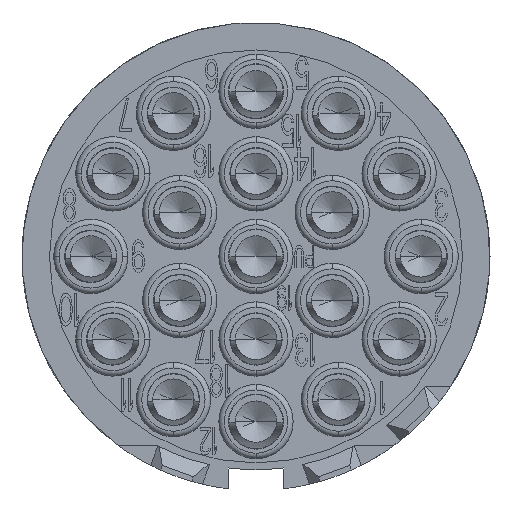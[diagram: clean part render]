
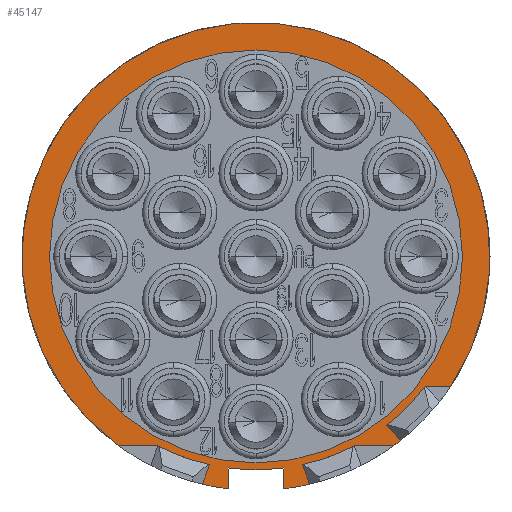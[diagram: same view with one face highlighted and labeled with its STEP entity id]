
A CAD part, front view. The second image highlights one B-rep face of the part: STEP entity #45147.
In plain terms, the highlighted planar face has unit normal (0, -1, 0).
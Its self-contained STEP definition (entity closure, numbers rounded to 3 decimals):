
#378=CARTESIAN_POINT('',(0.,-6.9,0.));
#379=DIRECTION('',(0.,-1.,0.));
#380=DIRECTION('',(-0.46,0.,-0.888));
#381=AXIS2_PLACEMENT_3D('',#378,#379,#380);
#387=CARTESIAN_POINT('',(0.,-6.9,0.));
#388=DIRECTION('',(0.,-1.,0.));
#389=DIRECTION('',(-0.129,0.,-0.992));
#390=AXIS2_PLACEMENT_3D('',#387,#388,#389);
#392=CARTESIAN_POINT('',(0.,-6.9,0.));
#393=DIRECTION('',(0.,-1.,0.));
#394=DIRECTION('',(0.218,0.,-0.976));
#395=AXIS2_PLACEMENT_3D('',#392,#393,#394);
#469=DIRECTION('',(-1.,0.,0.));
#470=VECTOR('',#469,0.923);
#471=CARTESIAN_POINT('',(7.064,-6.9,-4.727));
#472=LINE('',#471,#470);
#473=CARTESIAN_POINT('',(0.,-6.9,0.));
#474=DIRECTION('',(0.,-1.,0.));
#475=DIRECTION('',(0.61,0.,-0.792));
#476=AXIS2_PLACEMENT_3D('',#473,#474,#475);
#478=DIRECTION('',(-0.707,0.,0.707));
#479=VECTOR('',#478,0.756);
#480=CARTESIAN_POINT('',(5.262,-6.9,-6.676));
#481=LINE('',#480,#479);
#482=DIRECTION('',(1.,0.,0.));
#483=VECTOR('',#482,1.424);
#484=CARTESIAN_POINT('',(3.568,-6.9,-6.88));
#485=LINE('',#484,#483);
#486=DIRECTION('',(0.,0.,-1.));
#487=VECTOR('',#486,0.756);
#488=CARTESIAN_POINT('',(1.,-6.9,-7.685));
#489=LINE('',#488,#487);
#490=DIRECTION('',(-1.,0.,0.));
#491=VECTOR('',#490,1.424);
#492=CARTESIAN_POINT('',(-3.568,-6.9,-6.88));
#493=LINE('',#492,#491);
#494=CARTESIAN_POINT('',(0.,-6.9,0.));
#495=DIRECTION('',(0.,-1.,0.));
#496=DIRECTION('',(1.,0.,0.));
#497=AXIS2_PLACEMENT_3D('',#494,#495,#496);
#499=CARTESIAN_POINT('',(0.,-6.9,0.));
#500=DIRECTION('',(0.,-1.,0.));
#501=DIRECTION('',(-1.,0.,0.));
#502=AXIS2_PLACEMENT_3D('',#499,#500,#501);
#526=CARTESIAN_POINT('',(0.,-6.9,0.));
#527=DIRECTION('',(0.,-1.,0.));
#528=DIRECTION('',(0.587,0.,-0.809));
#529=AXIS2_PLACEMENT_3D('',#526,#527,#528);
#539=DIRECTION('',(-0.342,0.,0.94));
#540=VECTOR('',#539,0.756);
#541=CARTESIAN_POINT('',(1.947,-6.9,-8.274));
#542=LINE('',#541,#540);
#561=CARTESIAN_POINT('',(0.,-6.9,0.));
#562=DIRECTION('',(0.,-1.,0.));
#563=DIRECTION('',(0.118,0.,-0.993));
#564=AXIS2_PLACEMENT_3D('',#561,#562,#563);
#578=DIRECTION('',(0.,0.,1.));
#579=VECTOR('',#578,0.756);
#580=CARTESIAN_POINT('',(-1.,-6.9,-8.441));
#581=LINE('',#580,#579);
#604=DIRECTION('',(-0.342,0.,-0.94));
#605=VECTOR('',#604,0.756);
#606=CARTESIAN_POINT('',(-1.689,-6.9,-7.564));
#607=LINE('',#606,#605);
#612=CARTESIAN_POINT('',(0.,-6.9,0.));
#613=DIRECTION('',(0.,-1.,0.));
#614=DIRECTION('',(-0.229,0.,-0.973));
#615=AXIS2_PLACEMENT_3D('',#612,#613,#614);
#625=CARTESIAN_POINT('',(0.,-6.9,0.));
#626=DIRECTION('',(0.,-1.,0.));
#627=DIRECTION('',(0.831,0.,-0.556));
#628=AXIS2_PLACEMENT_3D('',#625,#626,#627);
#38664=CARTESIAN_POINT('',(1.,-6.9,-7.685));
#38665=CARTESIAN_POINT('',(1.,-6.9,-8.441));
#38666=VERTEX_POINT('',#38664);
#38667=VERTEX_POINT('',#38665);
#38677=CARTESIAN_POINT('',(-1.,-6.9,-8.441));
#38679=VERTEX_POINT('',#38677);
#38680=CARTESIAN_POINT('',(7.5,-6.9,0.));
#38681=CARTESIAN_POINT('',(-7.5,-6.9,0.));
#38682=VERTEX_POINT('',#38680);
#38683=VERTEX_POINT('',#38681);
#39409=CARTESIAN_POINT('',(1.689,-6.9,-7.564));
#39410=VERTEX_POINT('',#39409);
#39411=CARTESIAN_POINT('',(-1.689,-6.9,-7.564));
#39412=VERTEX_POINT('',#39411);
#39413=CARTESIAN_POINT('',(-1.,-6.9,-7.685));
#39414=VERTEX_POINT('',#39413);
#39417=CARTESIAN_POINT('',(-1.947,-6.9,-8.274));
#39419=VERTEX_POINT('',#39417);
#39421=CARTESIAN_POINT('',(1.947,-6.9,-8.274));
#39423=VERTEX_POINT('',#39421);
#39425=CARTESIAN_POINT('',(5.262,-6.9,-6.676));
#39427=VERTEX_POINT('',#39425);
#39429=CARTESIAN_POINT('',(4.727,-6.9,-6.141));
#39431=VERTEX_POINT('',#39429);
#39441=CARTESIAN_POINT('',(4.992,-6.9,-6.88));
#39443=VERTEX_POINT('',#39441);
#39445=CARTESIAN_POINT('',(3.568,-6.9,-6.88));
#39447=VERTEX_POINT('',#39445);
#39453=CARTESIAN_POINT('',(7.064,-6.9,-4.727));
#39455=VERTEX_POINT('',#39453);
#39457=CARTESIAN_POINT('',(-4.992,-6.9,-6.88));
#39459=VERTEX_POINT('',#39457);
#39461=CARTESIAN_POINT('',(6.141,-6.9,-4.727));
#39462=VERTEX_POINT('',#39461);
#39463=CARTESIAN_POINT('',(-3.568,-6.9,-6.88));
#39464=VERTEX_POINT('',#39463);
#45107=CARTESIAN_POINT('',(0.,-6.9,0.));
#45108=DIRECTION('',(0.,1.,0.));
#45109=DIRECTION('',(1.,0.,0.));
#45110=AXIS2_PLACEMENT_3D('',#45107,#45108,#45109);
#45111=PLANE('',#45110);
#45112=ORIENTED_EDGE('',*,*,#45100,.T.);
#45113=ORIENTED_EDGE('',*,*,#45021,.F.);
#45115=ORIENTED_EDGE('',*,*,#45114,.F.);
#45117=ORIENTED_EDGE('',*,*,#45116,.F.);
#45119=ORIENTED_EDGE('',*,*,#45118,.F.);
#45120=ORIENTED_EDGE('',*,*,#45013,.F.);
#45122=ORIENTED_EDGE('',*,*,#45121,.F.);
#45124=ORIENTED_EDGE('',*,*,#45123,.F.);
#45126=ORIENTED_EDGE('',*,*,#45125,.F.);
#45127=ORIENTED_EDGE('',*,*,#45005,.F.);
#45129=ORIENTED_EDGE('',*,*,#45128,.F.);
#45131=ORIENTED_EDGE('',*,*,#45130,.F.);
#45133=ORIENTED_EDGE('',*,*,#45132,.F.);
#45134=ORIENTED_EDGE('',*,*,#44997,.F.);
#45136=ORIENTED_EDGE('',*,*,#45135,.T.);
#45138=ORIENTED_EDGE('',*,*,#45137,.F.);
#45139=EDGE_LOOP('',(#45112,#45113,#45115,#45117,#45119,#45120,#45122,#45124,
#45126,#45127,#45129,#45131,#45133,#45134,#45136,#45138));
#45140=FACE_OUTER_BOUND('',#45139,.F.);
#45142=ORIENTED_EDGE('',*,*,#45141,.T.);
#45144=ORIENTED_EDGE('',*,*,#45143,.T.);
#45145=EDGE_LOOP('',(#45142,#45144));
#45146=FACE_BOUND('',#45145,.F.);
#382=CIRCLE('',#381,7.75);
#391=CIRCLE('',#390,7.75);
#396=CIRCLE('',#395,7.75);
#477=CIRCLE('',#476,7.75);
#498=CIRCLE('',#497,7.5);
#503=CIRCLE('',#502,7.5);
#530=CIRCLE('',#529,8.5);
#565=CIRCLE('',#564,8.5);
#616=CIRCLE('',#615,8.5);
#629=CIRCLE('',#628,8.5);
#44997=EDGE_CURVE('',#39464,#39412,#382,.T.);
#45005=EDGE_CURVE('',#39414,#38666,#391,.T.);
#45013=EDGE_CURVE('',#39410,#39447,#396,.T.);
#45021=EDGE_CURVE('',#39431,#39462,#477,.T.);
#45100=EDGE_CURVE('',#39455,#39462,#472,.T.);
#45114=EDGE_CURVE('',#39427,#39431,#481,.T.);
#45116=EDGE_CURVE('',#39443,#39427,#530,.T.);
#45118=EDGE_CURVE('',#39447,#39443,#485,.T.);
#45121=EDGE_CURVE('',#39423,#39410,#542,.T.);
#45123=EDGE_CURVE('',#38667,#39423,#565,.T.);
#45125=EDGE_CURVE('',#38666,#38667,#489,.T.);
#45128=EDGE_CURVE('',#38679,#39414,#581,.T.);
#45130=EDGE_CURVE('',#39419,#38679,#616,.T.);
#45132=EDGE_CURVE('',#39412,#39419,#607,.T.);
#45135=EDGE_CURVE('',#39464,#39459,#493,.T.);
#45137=EDGE_CURVE('',#39455,#39459,#629,.T.);
#45141=EDGE_CURVE('',#38682,#38683,#498,.T.);
#45143=EDGE_CURVE('',#38683,#38682,#503,.T.);
#45147=ADVANCED_FACE('',(#45140,#45146),#45111,.F.);
